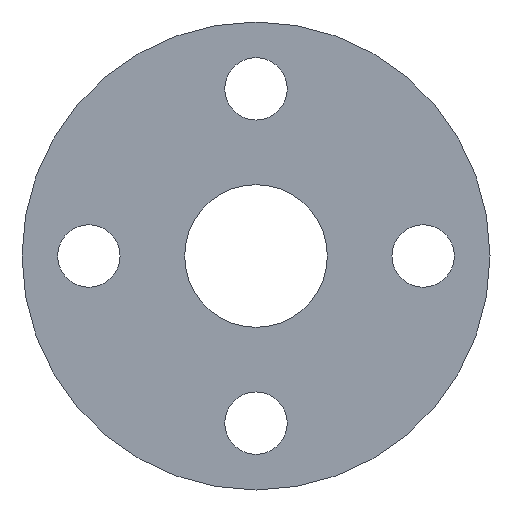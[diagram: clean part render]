
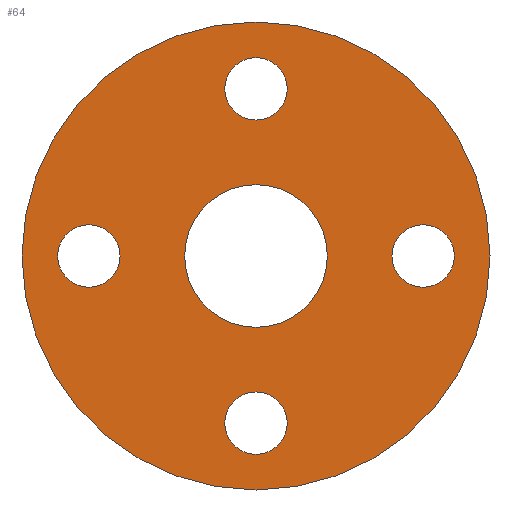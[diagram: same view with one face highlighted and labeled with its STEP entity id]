
A CAD part, front view. The second image highlights one B-rep face of the part: STEP entity #64.
In plain terms, the highlighted planar face has unit normal (0, -1, 0).
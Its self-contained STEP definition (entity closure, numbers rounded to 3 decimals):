
#3 = AXIS2_PLACEMENT_3D ( 'NONE', #178, #32, #353 ) ;
#7 = CARTESIAN_POINT ( 'NONE',  ( 0., 0., -37.5 ) ) ;
#14 = EDGE_LOOP ( 'NONE', ( #345, #467 ) ) ;
#25 = CARTESIAN_POINT ( 'NONE',  ( 0., 0., 0. ) ) ;
#32 = DIRECTION ( 'NONE',  ( 0., -1., 0. ) ) ;
#39 = CARTESIAN_POINT ( 'NONE',  ( 37.5, 0., 0. ) ) ;
#43 = EDGE_LOOP ( 'NONE', ( #503, #454 ) ) ;
#53 = VERTEX_POINT ( 'NONE', #421 ) ;
#55 = ORIENTED_EDGE ( 'NONE', *, *, #550, .F. ) ;
#64 = ADVANCED_FACE ( 'NONE', ( #378, #555, #104, #475, #143, #197 ), #243, .T. ) ;
#66 = ORIENTED_EDGE ( 'NONE', *, *, #526, .F. ) ;
#74 = CIRCLE ( 'NONE', #339, 7. ) ;
#76 = CIRCLE ( 'NONE', #219, 7. ) ;
#78 = DIRECTION ( 'NONE',  ( 0., 0., 1. ) ) ;
#86 = DIRECTION ( 'NONE',  ( 0., -1., 0. ) ) ;
#90 = CARTESIAN_POINT ( 'NONE',  ( 0., 0., 16. ) ) ;
#98 = DIRECTION ( 'NONE',  ( 0., -1., 0. ) ) ;
#101 = DIRECTION ( 'NONE',  ( 0., 0., -1. ) ) ;
#104 = FACE_BOUND ( 'NONE', #43, .T. ) ;
#106 = VERTEX_POINT ( 'NONE', #148 ) ;
#111 = CIRCLE ( 'NONE', #579, 16. ) ;
#117 = VERTEX_POINT ( 'NONE', #562 ) ;
#124 = EDGE_CURVE ( 'NONE', #53, #117, #389, .T. ) ;
#128 = EDGE_CURVE ( 'NONE', #133, #106, #76, .T. ) ;
#129 = ORIENTED_EDGE ( 'NONE', *, *, #300, .F. ) ;
#131 = CARTESIAN_POINT ( 'NONE',  ( -37.5, 0., -7. ) ) ;
#132 = CARTESIAN_POINT ( 'NONE',  ( 0., 0., 0. ) ) ;
#133 = VERTEX_POINT ( 'NONE', #431 ) ;
#137 = EDGE_LOOP ( 'NONE', ( #55, #319 ) ) ;
#143 = FACE_BOUND ( 'NONE', #297, .T. ) ;
#148 = CARTESIAN_POINT ( 'NONE',  ( 0., 0., -30.5 ) ) ;
#149 = DIRECTION ( 'NONE',  ( 0., 0., -1. ) ) ;
#152 = CARTESIAN_POINT ( 'NONE',  ( 0., 0., 0. ) ) ;
#157 = DIRECTION ( 'NONE',  ( 0., -1., 0. ) ) ;
#171 = CARTESIAN_POINT ( 'NONE',  ( -37.5, 0., 0. ) ) ;
#173 = CARTESIAN_POINT ( 'NONE',  ( 37.5, 0., 7. ) ) ;
#178 = CARTESIAN_POINT ( 'NONE',  ( 37.5, 0., 0. ) ) ;
#179 = VERTEX_POINT ( 'NONE', #307 ) ;
#184 = AXIS2_PLACEMENT_3D ( 'NONE', #171, #445, #406 ) ;
#193 = EDGE_CURVE ( 'NONE', #313, #179, #276, .T. ) ;
#197 = FACE_OUTER_BOUND ( 'NONE', #14, .T. ) ;
#206 = AXIS2_PLACEMENT_3D ( 'NONE', #152, #518, #245 ) ;
#207 = VERTEX_POINT ( 'NONE', #348 ) ;
#213 = CARTESIAN_POINT ( 'NONE',  ( 0., 0., 0. ) ) ;
#217 = CARTESIAN_POINT ( 'NONE',  ( 0., 0., 30.5 ) ) ;
#219 = AXIS2_PLACEMENT_3D ( 'NONE', #288, #157, #472 ) ;
#220 = DIRECTION ( 'NONE',  ( 0., 0., -1. ) ) ;
#227 = VERTEX_POINT ( 'NONE', #533 ) ;
#241 = CIRCLE ( 'NONE', #3, 7. ) ;
#243 = PLANE ( 'NONE',  #284 ) ;
#245 = DIRECTION ( 'NONE',  ( 0., 0., 1. ) ) ;
#246 = CIRCLE ( 'NONE', #323, 7. ) ;
#247 = ORIENTED_EDGE ( 'NONE', *, *, #193, .T. ) ;
#264 = DIRECTION ( 'NONE',  ( 0., 0., -1. ) ) ;
#273 = VERTEX_POINT ( 'NONE', #217 ) ;
#276 = CIRCLE ( 'NONE', #347, 16. ) ;
#281 = ORIENTED_EDGE ( 'NONE', *, *, #575, .F. ) ;
#283 = CARTESIAN_POINT ( 'NONE',  ( -37.5, 0., 7. ) ) ;
#284 = AXIS2_PLACEMENT_3D ( 'NONE', #384, #512, #101 ) ;
#288 = CARTESIAN_POINT ( 'NONE',  ( 0., 0., -37.5 ) ) ;
#293 = EDGE_CURVE ( 'NONE', #207, #273, #581, .T. ) ;
#294 = CIRCLE ( 'NONE', #492, 52.5 ) ;
#297 = EDGE_LOOP ( 'NONE', ( #247, #478 ) ) ;
#300 = EDGE_CURVE ( 'NONE', #227, #409, #246, .T. ) ;
#303 = DIRECTION ( 'NONE',  ( 0., 0., 1. ) ) ;
#307 = CARTESIAN_POINT ( 'NONE',  ( 0., 0., -16. ) ) ;
#310 = CARTESIAN_POINT ( 'NONE',  ( 0., 0., 37.5 ) ) ;
#313 = VERTEX_POINT ( 'NONE', #90 ) ;
#316 = DIRECTION ( 'NONE',  ( 0., 0., -1. ) ) ;
#317 = ORIENTED_EDGE ( 'NONE', *, *, #128, .F. ) ;
#319 = ORIENTED_EDGE ( 'NONE', *, *, #349, .F. ) ;
#323 = AXIS2_PLACEMENT_3D ( 'NONE', #39, #592, #264 ) ;
#339 = AXIS2_PLACEMENT_3D ( 'NONE', #410, #86, #316 ) ;
#345 = ORIENTED_EDGE ( 'NONE', *, *, #124, .F. ) ;
#347 = AXIS2_PLACEMENT_3D ( 'NONE', #25, #386, #303 ) ;
#348 = CARTESIAN_POINT ( 'NONE',  ( 0., 0., 44.5 ) ) ;
#349 = EDGE_CURVE ( 'NONE', #576, #543, #368, .T. ) ;
#353 = DIRECTION ( 'NONE',  ( 0., 0., -1. ) ) ;
#360 = CIRCLE ( 'NONE', #470, 7. ) ;
#368 = CIRCLE ( 'NONE', #184, 7. ) ;
#378 = FACE_BOUND ( 'NONE', #379, .T. ) ;
#379 = EDGE_LOOP ( 'NONE', ( #317, #281 ) ) ;
#380 = EDGE_CURVE ( 'NONE', #179, #313, #111, .T. ) ;
#384 = CARTESIAN_POINT ( 'NONE',  ( 0., 0., 52.5 ) ) ;
#386 = DIRECTION ( 'NONE',  ( 0., 1., 0. ) ) ;
#389 = CIRCLE ( 'NONE', #206, 52.5 ) ;
#390 = AXIS2_PLACEMENT_3D ( 'NONE', #583, #541, #220 ) ;
#393 = EDGE_CURVE ( 'NONE', #273, #207, #74, .T. ) ;
#397 = DIRECTION ( 'NONE',  ( 0., 0., -1. ) ) ;
#406 = DIRECTION ( 'NONE',  ( 0., 0., -1. ) ) ;
#409 = VERTEX_POINT ( 'NONE', #173 ) ;
#410 = CARTESIAN_POINT ( 'NONE',  ( 0., 0., 37.5 ) ) ;
#421 = CARTESIAN_POINT ( 'NONE',  ( 0., 0., 52.5 ) ) ;
#431 = CARTESIAN_POINT ( 'NONE',  ( 0., 0., -44.5 ) ) ;
#445 = DIRECTION ( 'NONE',  ( 0., -1., 0. ) ) ;
#454 = ORIENTED_EDGE ( 'NONE', *, *, #293, .F. ) ;
#467 = ORIENTED_EDGE ( 'NONE', *, *, #471, .F. ) ;
#470 = AXIS2_PLACEMENT_3D ( 'NONE', #7, #98, #149 ) ;
#471 = EDGE_CURVE ( 'NONE', #117, #53, #294, .T. ) ;
#472 = DIRECTION ( 'NONE',  ( 0., 0., -1. ) ) ;
#475 = FACE_BOUND ( 'NONE', #137, .T. ) ;
#478 = ORIENTED_EDGE ( 'NONE', *, *, #380, .T. ) ;
#492 = AXIS2_PLACEMENT_3D ( 'NONE', #213, #548, #545 ) ;
#496 = EDGE_LOOP ( 'NONE', ( #129, #66 ) ) ;
#500 = DIRECTION ( 'NONE',  ( 0., 1., 0. ) ) ;
#503 = ORIENTED_EDGE ( 'NONE', *, *, #393, .F. ) ;
#512 = DIRECTION ( 'NONE',  ( 0., -1., 0. ) ) ;
#518 = DIRECTION ( 'NONE',  ( 0., 1., 0. ) ) ;
#519 = CIRCLE ( 'NONE', #390, 7. ) ;
#526 = EDGE_CURVE ( 'NONE', #409, #227, #241, .T. ) ;
#533 = CARTESIAN_POINT ( 'NONE',  ( 37.5, 0., -7. ) ) ;
#541 = DIRECTION ( 'NONE',  ( 0., -1., 0. ) ) ;
#543 = VERTEX_POINT ( 'NONE', #131 ) ;
#544 = DIRECTION ( 'NONE',  ( 0., -1., 0. ) ) ;
#545 = DIRECTION ( 'NONE',  ( 0., 0., 1. ) ) ;
#548 = DIRECTION ( 'NONE',  ( 0., 1., 0. ) ) ;
#550 = EDGE_CURVE ( 'NONE', #543, #576, #519, .T. ) ;
#555 = FACE_BOUND ( 'NONE', #496, .T. ) ;
#562 = CARTESIAN_POINT ( 'NONE',  ( 0., 0., -52.5 ) ) ;
#564 = AXIS2_PLACEMENT_3D ( 'NONE', #310, #544, #397 ) ;
#575 = EDGE_CURVE ( 'NONE', #106, #133, #360, .T. ) ;
#576 = VERTEX_POINT ( 'NONE', #283 ) ;
#579 = AXIS2_PLACEMENT_3D ( 'NONE', #132, #500, #78 ) ;
#581 = CIRCLE ( 'NONE', #564, 7. ) ;
#583 = CARTESIAN_POINT ( 'NONE',  ( -37.5, 0., 0. ) ) ;
#592 = DIRECTION ( 'NONE',  ( 0., -1., 0. ) ) ;
